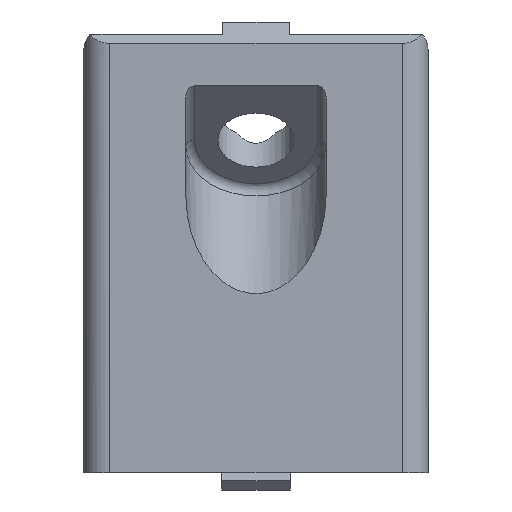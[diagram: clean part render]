
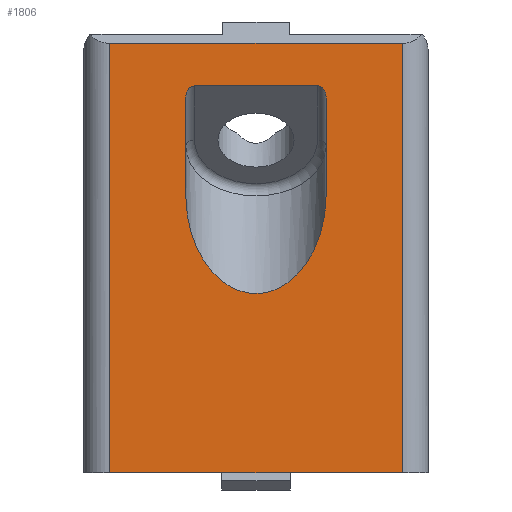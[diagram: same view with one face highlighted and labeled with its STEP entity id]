
A CAD part, left-side view. The second image highlights one B-rep face of the part: STEP entity #1806.
In plain terms, the highlighted planar face has unit normal (-1, 0, 0).
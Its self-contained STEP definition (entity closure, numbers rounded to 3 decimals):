
#40=FACE_BOUND('',#224,.T.);
#47=PLANE('',#1960);
#104=FACE_OUTER_BOUND('',#223,.T.);
#223=EDGE_LOOP('',(#1273,#1274,#1275,#1276));
#224=EDGE_LOOP('',(#1277,#1278,#1279,#1280,#1281,#1282));
#409=LINE('',#2764,#580);
#432=LINE('',#2837,#603);
#434=LINE('',#2843,#605);
#435=LINE('',#2844,#606);
#436=LINE('',#2847,#607);
#437=LINE('',#2851,#608);
#438=LINE('',#2855,#609);
#580=VECTOR('',#2167,10.);
#603=VECTOR('',#2224,10.);
#605=VECTOR('',#2230,10.);
#606=VECTOR('',#2231,10.);
#607=VECTOR('',#2232,10.);
#608=VECTOR('',#2235,10.);
#609=VECTOR('',#2238,10.);
#753=ELLIPSE('',#1961,11.527,8.151);
#754=ELLIPSE('',#1962,1.414,1.);
#755=ELLIPSE('',#1963,1.414,1.);
#789=VERTEX_POINT('',#2761);
#790=VERTEX_POINT('',#2763);
#823=VERTEX_POINT('',#2835);
#825=VERTEX_POINT('',#2842);
#826=VERTEX_POINT('',#2845);
#827=VERTEX_POINT('',#2846);
#828=VERTEX_POINT('',#2848);
#829=VERTEX_POINT('',#2850);
#830=VERTEX_POINT('',#2852);
#831=VERTEX_POINT('',#2854);
#954=EDGE_CURVE('',#789,#790,#409,.T.);
#991=EDGE_CURVE('',#823,#789,#432,.T.);
#994=EDGE_CURVE('',#823,#825,#434,.T.);
#995=EDGE_CURVE('',#790,#825,#435,.T.);
#996=EDGE_CURVE('',#826,#827,#436,.T.);
#997=EDGE_CURVE('',#827,#828,#753,.T.);
#998=EDGE_CURVE('',#828,#829,#437,.T.);
#999=EDGE_CURVE('',#830,#829,#754,.T.);
#1000=EDGE_CURVE('',#830,#831,#438,.T.);
#1001=EDGE_CURVE('',#826,#831,#755,.T.);
#1273=ORIENTED_EDGE('',*,*,#991,.F.);
#1274=ORIENTED_EDGE('',*,*,#994,.T.);
#1275=ORIENTED_EDGE('',*,*,#995,.F.);
#1276=ORIENTED_EDGE('',*,*,#954,.F.);
#1277=ORIENTED_EDGE('',*,*,#996,.T.);
#1278=ORIENTED_EDGE('',*,*,#997,.T.);
#1279=ORIENTED_EDGE('',*,*,#998,.T.);
#1280=ORIENTED_EDGE('',*,*,#999,.F.);
#1281=ORIENTED_EDGE('',*,*,#1000,.T.);
#1282=ORIENTED_EDGE('',*,*,#1001,.F.);
#1806=ADVANCED_FACE('',(#104,#40),#47,.T.);
#1960=AXIS2_PLACEMENT_3D('',#2841,#2228,#2229);
#1961=AXIS2_PLACEMENT_3D('',#2849,#2233,#2234);
#1962=AXIS2_PLACEMENT_3D('',#2853,#2236,#2237);
#1963=AXIS2_PLACEMENT_3D('',#2856,#2239,#2240);
#2167=DIRECTION('',(0.,1.,0.));
#2224=DIRECTION('',(0.,0.,-1.));
#2228=DIRECTION('center_axis',(-1.,0.,0.));
#2229=DIRECTION('ref_axis',(0.,-1.,0.));
#2230=DIRECTION('',(0.,1.,0.));
#2231=DIRECTION('',(0.,0.,1.));
#2232=DIRECTION('',(0.,0.,-1.));
#2233=DIRECTION('center_axis',(1.,0.,0.));
#2234=DIRECTION('ref_axis',(0.,0.,
-1.));
#2235=DIRECTION('',(0.,0.,1.));
#2236=DIRECTION('center_axis',(-1.,0.,0.));
#2237=DIRECTION('ref_axis',(0.,0.,1.));
#2238=DIRECTION('',(0.,-1.,0.));
#2239=DIRECTION('center_axis',(-1.,0.,0.));
#2240=DIRECTION('ref_axis',(0.,0.,
1.));
#2761=CARTESIAN_POINT('',(0.,-17.,0.));
#2763=CARTESIAN_POINT('',(0.,17.,0.));
#2764=CARTESIAN_POINT('',(0.,0.,0.));
#2835=CARTESIAN_POINT('',(0.,-17.,49.879));
#2837=CARTESIAN_POINT('',(0.,-17.,0.));
#2841=CARTESIAN_POINT('Origin',(0.,20.,0.));
#2842=CARTESIAN_POINT('',(0.,17.,49.879));
#2843=CARTESIAN_POINT('',(0.,20.,49.879));
#2844=CARTESIAN_POINT('',(0.,17.,0.));
#2845=CARTESIAN_POINT('',(0.,-8.151,43.515));
#2846=CARTESIAN_POINT('',(0.,-8.151,32.342));
#2847=CARTESIAN_POINT('',(0.,-8.151,19.318));
#2848=CARTESIAN_POINT('',(0.,8.151,32.342));
#2849=CARTESIAN_POINT('Origin',(0.,0.,
32.342));
#2850=CARTESIAN_POINT('',(0.,8.151,43.515));
#2851=CARTESIAN_POINT('',(0.,8.151,22.5));
#2852=CARTESIAN_POINT('',(0.,7.151,44.929));
#2853=CARTESIAN_POINT('Origin',(0.,7.151,43.515));
#2854=CARTESIAN_POINT('',(0.,-7.151,44.929));
#2855=CARTESIAN_POINT('',(0.,10.,44.929));
#2856=CARTESIAN_POINT('Origin',(0.,-7.151,
43.515));
